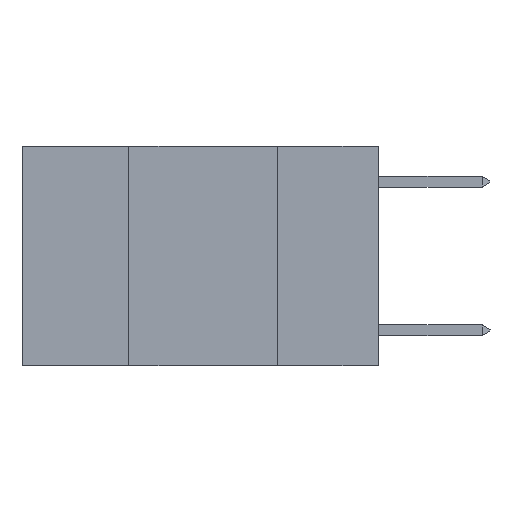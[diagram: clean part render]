
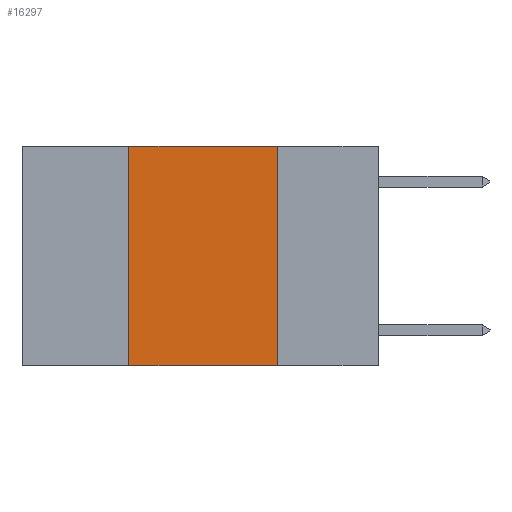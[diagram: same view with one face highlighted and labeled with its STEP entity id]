
A CAD part, left-side view. The second image highlights one B-rep face of the part: STEP entity #16297.
In plain terms, the highlighted planar face has unit normal (-1, 0, 0).
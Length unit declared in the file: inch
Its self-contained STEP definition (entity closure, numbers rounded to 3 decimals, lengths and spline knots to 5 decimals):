
#28 = CARTESIAN_POINT ( 'NONE',  ( 0., 0.6, 0. ) ) ;
#546 = ORIENTED_EDGE ( 'NONE', *, *, #5025, .F. ) ;
#561 = CARTESIAN_POINT ( 'NONE',  ( 0., 0.42, 0. ) ) ;
#1061 = CARTESIAN_POINT ( 'NONE',  ( 0., 0.6, 0. ) ) ;
#1926 = VECTOR ( 'NONE', #15514, 39.37008 ) ;
#3233 = ORIENTED_EDGE ( 'NONE', *, *, #12323, .T. ) ;
#3404 = VECTOR ( 'NONE', #13231, 39.37008 ) ;
#5025 = EDGE_CURVE ( 'NONE', #14186, #7368, #13085, .T. ) ;
#5677 = DIRECTION ( 'NONE',  ( 0., -1., 0. ) ) ;
#6126 = CARTESIAN_POINT ( 'NONE',  ( 0., 0.6, -0.37 ) ) ;
#6289 = LINE ( 'NONE', #6126, #3404 ) ;
#6709 = CARTESIAN_POINT ( 'NONE',  ( 0., 0.42, -0.37 ) ) ;
#6957 = VECTOR ( 'NONE', #5677, 39.37008 ) ;
#7368 = VERTEX_POINT ( 'NONE', #10049 ) ;
#7513 = EDGE_LOOP ( 'NONE', ( #546, #8646, #15661, #3233 ) ) ;
#8074 = PLANE ( 'NONE',  #12763 ) ;
#8575 = VERTEX_POINT ( 'NONE', #561 ) ;
#8646 = ORIENTED_EDGE ( 'NONE', *, *, #13618, .F. ) ;
#10049 = CARTESIAN_POINT ( 'NONE',  ( 0., 0.17, -0.37 ) ) ;
#10236 = CARTESIAN_POINT ( 'NONE',  ( 0., 0.17, 0. ) ) ;
#10850 = FACE_OUTER_BOUND ( 'NONE', #7513, .T. ) ;
#11164 = CARTESIAN_POINT ( 'NONE',  ( 0., 0.42, 0. ) ) ;
#11240 = DIRECTION ( 'NONE',  ( 0., 0., 1. ) ) ;
#11295 = VECTOR ( 'NONE', #11240, 39.37008 ) ;
#11338 = EDGE_CURVE ( 'NONE', #13433, #8575, #17014, .T. ) ;
#12323 = EDGE_CURVE ( 'NONE', #13433, #7368, #6289, .T. ) ;
#12763 = AXIS2_PLACEMENT_3D ( 'NONE', #1061, #13726, #14521 ) ;
#13085 = LINE ( 'NONE', #15876, #1926 ) ;
#13231 = DIRECTION ( 'NONE',  ( 0., -1., 0. ) ) ;
#13433 = VERTEX_POINT ( 'NONE', #6709 ) ;
#13618 = EDGE_CURVE ( 'NONE', #8575, #14186, #16693, .T. ) ;
#13726 = DIRECTION ( 'NONE',  ( 1., 0., 0. ) ) ;
#14186 = VERTEX_POINT ( 'NONE', #10236 ) ;
#14521 = DIRECTION ( 'NONE',  ( 0., 0., -1. ) ) ;
#15514 = DIRECTION ( 'NONE',  ( 0., 0., -1. ) ) ;
#15661 = ORIENTED_EDGE ( 'NONE', *, *, #11338, .F. ) ;
#15876 = CARTESIAN_POINT ( 'NONE',  ( 0., 0.17, 0. ) ) ;
#16297 = ADVANCED_FACE ( 'NONE', ( #10850 ), #8074, .F. ) ;
#16693 = LINE ( 'NONE', #28, #6957 ) ;
#17014 = LINE ( 'NONE', #11164, #11295 ) ;
